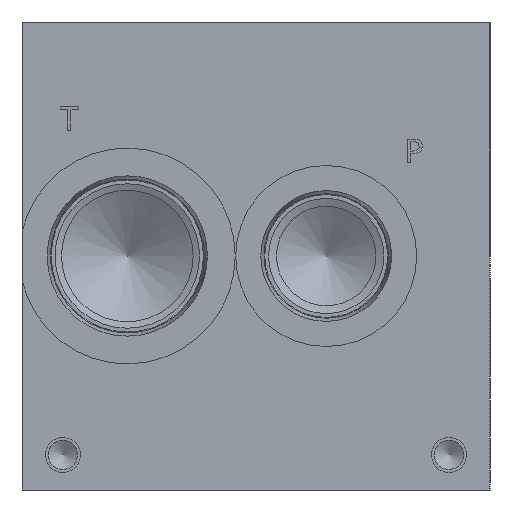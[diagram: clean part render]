
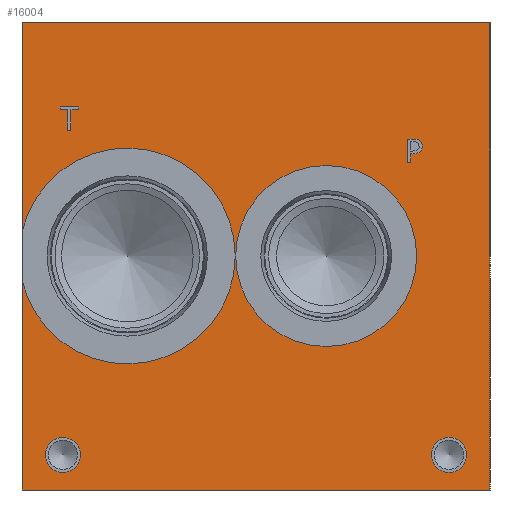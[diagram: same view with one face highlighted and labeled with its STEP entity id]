
A CAD part, left-side view. The second image highlights one B-rep face of the part: STEP entity #16004.
In plain terms, the highlighted planar face has unit normal (-1, 0, 0).
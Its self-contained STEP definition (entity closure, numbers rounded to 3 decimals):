
#458=CIRCLE('',#16718,29.286);
#459=CIRCLE('',#16719,24.562);
#460=CIRCLE('',#16720,24.562);
#461=CIRCLE('',#16721,4.763);
#462=CIRCLE('',#16722,4.763);
#463=CIRCLE('',#16723,4.763);
#464=CIRCLE('',#16724,4.763);
#1264=B_SPLINE_CURVE_WITH_KNOTS('',2,(#26576,#26577,#26578,#26579),
 .UNSPECIFIED.,.F.,.F.,(3,1,3),(0.,1.,2.),.UNSPECIFIED.);
#1266=B_SPLINE_CURVE_WITH_KNOTS('',2,(#26597,#26598,#26599,#26600),
 .UNSPECIFIED.,.F.,.F.,(3,1,3),(0.,1.,2.),.UNSPECIFIED.);
#1268=B_SPLINE_CURVE_WITH_KNOTS('',2,(#26646,#26647,#26648,#26649),
 .UNSPECIFIED.,.F.,.F.,(3,1,3),(0.,1.,2.),.UNSPECIFIED.);
#1270=B_SPLINE_CURVE_WITH_KNOTS('',2,(#26664,#26665,#26666,#26667),
 .UNSPECIFIED.,.F.,.F.,(3,1,3),(0.,1.,2.),.UNSPECIFIED.);
#1338=FACE_BOUND('',#2902,.T.);
#1339=FACE_BOUND('',#2903,.T.);
#1340=FACE_BOUND('',#2904,.T.);
#1341=FACE_BOUND('',#2905,.T.);
#1342=FACE_BOUND('',#2906,.T.);
#1980=FACE_OUTER_BOUND('',#2901,.T.);
#2901=EDGE_LOOP('',(#12960,#12961,#12962,#12963,#12964,#12965));
#2902=EDGE_LOOP('',(#12966,#12967));
#2903=EDGE_LOOP('',(#12968,#12969));
#2904=EDGE_LOOP('',(#12970,#12971));
#2905=EDGE_LOOP('',(#12972,#12973,#12974,#12975,#12976,#12977,#12978,#12979));
#2906=EDGE_LOOP('',(#12980,#12981,#12982,#12983,#12984,#12985,#12986,#12987,
#12988));
#3324=LINE('',#21270,#4745);
#4421=LINE('',#26609,#5842);
#4424=LINE('',#26615,#5845);
#4427=LINE('',#26621,#5848);
#4430=LINE('',#26627,#5851);
#4433=LINE('',#26633,#5854);
#4437=LINE('',#26678,#5858);
#4438=LINE('',#26679,#5859);
#4439=LINE('',#26681,#5860);
#4440=LINE('',#26682,#5861);
#4441=LINE('',#26697,#5862);
#4442=LINE('',#26699,#5863);
#4443=LINE('',#26701,#5864);
#4444=LINE('',#26703,#5865);
#4445=LINE('',#26705,#5866);
#4446=LINE('',#26707,#5867);
#4447=LINE('',#26709,#5868);
#4448=LINE('',#26710,#5869);
#4745=VECTOR('',#17533,10.);
#5842=VECTOR('',#19392,10.);
#5845=VECTOR('',#19397,10.);
#5848=VECTOR('',#19402,10.);
#5851=VECTOR('',#19407,10.);
#5854=VECTOR('',#19412,10.);
#5858=VECTOR('',#19422,10.);
#5859=VECTOR('',#19423,10.);
#5860=VECTOR('',#19424,10.);
#5861=VECTOR('',#19425,10.);
#5862=VECTOR('',#19438,10.);
#5863=VECTOR('',#19439,10.);
#5864=VECTOR('',#19440,10.);
#5865=VECTOR('',#19441,10.);
#5866=VECTOR('',#19442,10.);
#5867=VECTOR('',#19443,10.);
#5868=VECTOR('',#19444,10.);
#5869=VECTOR('',#19445,10.);
#6152=VERTEX_POINT('',#21263);
#6155=VERTEX_POINT('',#21268);
#7146=VERTEX_POINT('',#26574);
#7147=VERTEX_POINT('',#26575);
#7150=VERTEX_POINT('',#26596);
#7152=VERTEX_POINT('',#26608);
#7154=VERTEX_POINT('',#26614);
#7156=VERTEX_POINT('',#26620);
#7158=VERTEX_POINT('',#26626);
#7160=VERTEX_POINT('',#26632);
#7162=VERTEX_POINT('',#26645);
#7164=VERTEX_POINT('',#26674);
#7165=VERTEX_POINT('',#26675);
#7166=VERTEX_POINT('',#26677);
#7167=VERTEX_POINT('',#26680);
#7168=VERTEX_POINT('',#26683);
#7169=VERTEX_POINT('',#26684);
#7170=VERTEX_POINT('',#26687);
#7171=VERTEX_POINT('',#26688);
#7172=VERTEX_POINT('',#26691);
#7173=VERTEX_POINT('',#26692);
#7174=VERTEX_POINT('',#26695);
#7175=VERTEX_POINT('',#26696);
#7176=VERTEX_POINT('',#26698);
#7177=VERTEX_POINT('',#26700);
#7178=VERTEX_POINT('',#26702);
#7179=VERTEX_POINT('',#26704);
#7180=VERTEX_POINT('',#26706);
#7181=VERTEX_POINT('',#26708);
#7726=EDGE_CURVE('',#6152,#6155,#3324,.T.);
#9199=EDGE_CURVE('',#7146,#7147,#1264,.T.);
#9203=EDGE_CURVE('',#7150,#7146,#1266,.T.);
#9206=EDGE_CURVE('',#7152,#7150,#4421,.T.);
#9209=EDGE_CURVE('',#7154,#7152,#4424,.T.);
#9212=EDGE_CURVE('',#7156,#7154,#4427,.T.);
#9215=EDGE_CURVE('',#7158,#7156,#4430,.T.);
#9218=EDGE_CURVE('',#7160,#7158,#4433,.T.);
#9221=EDGE_CURVE('',#7162,#7160,#1268,.T.);
#9224=EDGE_CURVE('',#7147,#7162,#1270,.T.);
#9226=EDGE_CURVE('',#7164,#7165,#458,.T.);
#9227=EDGE_CURVE('',#7166,#7165,#4437,.T.);
#9228=EDGE_CURVE('',#7166,#6152,#4438,.T.);
#9229=EDGE_CURVE('',#7167,#6155,#4439,.T.);
#9230=EDGE_CURVE('',#7164,#7167,#4440,.T.);
#9231=EDGE_CURVE('',#7168,#7169,#459,.T.);
#9232=EDGE_CURVE('',#7169,#7168,#460,.T.);
#9233=EDGE_CURVE('',#7170,#7171,#461,.T.);
#9234=EDGE_CURVE('',#7171,#7170,#462,.T.);
#9235=EDGE_CURVE('',#7172,#7173,#463,.T.);
#9236=EDGE_CURVE('',#7173,#7172,#464,.T.);
#9237=EDGE_CURVE('',#7174,#7175,#4441,.T.);
#9238=EDGE_CURVE('',#7175,#7176,#4442,.T.);
#9239=EDGE_CURVE('',#7176,#7177,#4443,.T.);
#9240=EDGE_CURVE('',#7177,#7178,#4444,.T.);
#9241=EDGE_CURVE('',#7178,#7179,#4445,.T.);
#9242=EDGE_CURVE('',#7179,#7180,#4446,.T.);
#9243=EDGE_CURVE('',#7180,#7181,#4447,.T.);
#9244=EDGE_CURVE('',#7181,#7174,#4448,.T.);
#12960=ORIENTED_EDGE('',*,*,#9226,.T.);
#12961=ORIENTED_EDGE('',*,*,#9227,.F.);
#12962=ORIENTED_EDGE('',*,*,#9228,.T.);
#12963=ORIENTED_EDGE('',*,*,#7726,.T.);
#12964=ORIENTED_EDGE('',*,*,#9229,.F.);
#12965=ORIENTED_EDGE('',*,*,#9230,.F.);
#12966=ORIENTED_EDGE('',*,*,#9231,.T.);
#12967=ORIENTED_EDGE('',*,*,#9232,.T.);
#12968=ORIENTED_EDGE('',*,*,#9233,.T.);
#12969=ORIENTED_EDGE('',*,*,#9234,.T.);
#12970=ORIENTED_EDGE('',*,*,#9235,.T.);
#12971=ORIENTED_EDGE('',*,*,#9236,.T.);
#12972=ORIENTED_EDGE('',*,*,#9237,.T.);
#12973=ORIENTED_EDGE('',*,*,#9238,.T.);
#12974=ORIENTED_EDGE('',*,*,#9239,.T.);
#12975=ORIENTED_EDGE('',*,*,#9240,.T.);
#12976=ORIENTED_EDGE('',*,*,#9241,.T.);
#12977=ORIENTED_EDGE('',*,*,#9242,.T.);
#12978=ORIENTED_EDGE('',*,*,#9243,.T.);
#12979=ORIENTED_EDGE('',*,*,#9244,.T.);
#12980=ORIENTED_EDGE('',*,*,#9199,.T.);
#12981=ORIENTED_EDGE('',*,*,#9224,.T.);
#12982=ORIENTED_EDGE('',*,*,#9221,.T.);
#12983=ORIENTED_EDGE('',*,*,#9218,.T.);
#12984=ORIENTED_EDGE('',*,*,#9215,.T.);
#12985=ORIENTED_EDGE('',*,*,#9212,.T.);
#12986=ORIENTED_EDGE('',*,*,#9209,.T.);
#12987=ORIENTED_EDGE('',*,*,#9206,.T.);
#12988=ORIENTED_EDGE('',*,*,#9203,.T.);
#14844=PLANE('',#16717);
#16004=ADVANCED_FACE('',(#1980,#1338,#1339,#1340,#1341,#1342),#14844,.T.);
#16717=AXIS2_PLACEMENT_3D('',#26673,#19418,#19419);
#16718=AXIS2_PLACEMENT_3D('',#26676,#19420,#19421);
#16719=AXIS2_PLACEMENT_3D('',#26685,#19426,#19427);
#16720=AXIS2_PLACEMENT_3D('',#26686,#19428,#19429);
#16721=AXIS2_PLACEMENT_3D('',#26689,#19430,#19431);
#16722=AXIS2_PLACEMENT_3D('',#26690,#19432,#19433);
#16723=AXIS2_PLACEMENT_3D('',#26693,#19434,#19435);
#16724=AXIS2_PLACEMENT_3D('',#26694,#19436,#19437);
#17533=DIRECTION('',(0.,0.,1.));
#19392=DIRECTION('',(0.,-1.,0.));
#19397=DIRECTION('',(0.,0.,1.));
#19402=DIRECTION('',(0.,1.,0.));
#19407=DIRECTION('',(0.,0.,-1.));
#19412=DIRECTION('',(0.,1.,0.));
#19418=DIRECTION('center_axis',(-1.,0.,0.));
#19419=DIRECTION('ref_axis',(0.,-1.,0.));
#19420=DIRECTION('center_axis',(1.,0.,0.));
#19421=DIRECTION('ref_axis',(0.,0.,1.));
#19422=DIRECTION('',(0.,0.,1.));
#19423=DIRECTION('',(0.,-1.,0.));
#19424=DIRECTION('',(0.,-1.,0.));
#19425=DIRECTION('',(0.,0.,1.));
#19426=DIRECTION('center_axis',(1.,0.,0.));
#19427=DIRECTION('ref_axis',(0.,0.,1.));
#19428=DIRECTION('center_axis',(1.,0.,0.));
#19429=DIRECTION('ref_axis',(0.,0.,1.));
#19430=DIRECTION('center_axis',(1.,0.,0.));
#19431=DIRECTION('ref_axis',(0.,1.,0.));
#19432=DIRECTION('center_axis',(1.,0.,0.));
#19433=DIRECTION('ref_axis',(0.,1.,0.));
#19434=DIRECTION('center_axis',(1.,0.,0.));
#19435=DIRECTION('ref_axis',(0.,1.,0.));
#19436=DIRECTION('center_axis',(1.,0.,0.));
#19437=DIRECTION('ref_axis',(0.,1.,0.));
#19438=DIRECTION('',(0.,1.,0.));
#19439=DIRECTION('',(0.,0.,1.));
#19440=DIRECTION('',(0.,1.,0.));
#19441=DIRECTION('',(0.,0.,1.));
#19442=DIRECTION('',(0.,-1.,0.));
#19443=DIRECTION('',(0.,0.,-1.));
#19444=DIRECTION('',(0.,1.,0.));
#19445=DIRECTION('',(0.,0.,-1.));
#21263=CARTESIAN_POINT('',(0.,0.,0.));
#21268=CARTESIAN_POINT('',(0.,0.,127.));
#21270=CARTESIAN_POINT('',(0.,0.,0.));
#26574=CARTESIAN_POINT('',(0.,19.118,94.854));
#26575=CARTESIAN_POINT('',(0.,18.362,93.336));
#26576=CARTESIAN_POINT('Ctrl Pts',(0.,19.118,94.854));
#26577=CARTESIAN_POINT('Ctrl Pts',(0.,18.763,94.612));
#26578=CARTESIAN_POINT('Ctrl Pts',(0.,18.362,93.866));
#26579=CARTESIAN_POINT('Ctrl Pts',(0.,18.362,93.336));
#26596=CARTESIAN_POINT('',(0.,20.78,95.25));
#26597=CARTESIAN_POINT('Ctrl Pts',(0.,20.78,95.25));
#26598=CARTESIAN_POINT('Ctrl Pts',(0.,20.214,95.25));
#26599=CARTESIAN_POINT('Ctrl Pts',(0.,19.422,95.065));
#26600=CARTESIAN_POINT('Ctrl Pts',(0.,19.118,94.854));
#26608=CARTESIAN_POINT('',(0.,22.376,95.25));
#26609=CARTESIAN_POINT('',(0.,74.688,95.25));
#26614=CARTESIAN_POINT('',(0.,22.376,88.9));
#26615=CARTESIAN_POINT('',(0.,22.376,44.45));
#26620=CARTESIAN_POINT('',(0.,21.532,88.9));
#26621=CARTESIAN_POINT('',(0.,74.266,88.9));
#26626=CARTESIAN_POINT('',(0.,21.532,91.267));
#26627=CARTESIAN_POINT('',(0.,21.532,45.634));
#26632=CARTESIAN_POINT('',(0.,20.816,91.267));
#26633=CARTESIAN_POINT('',(0.,73.908,91.267));
#26645=CARTESIAN_POINT('',(0.,18.917,91.926));
#26646=CARTESIAN_POINT('Ctrl Pts',(0.,18.917,91.926));
#26647=CARTESIAN_POINT('Ctrl Pts',(0.,19.247,91.602));
#26648=CARTESIAN_POINT('Ctrl Pts',(0.,20.137,91.267));
#26649=CARTESIAN_POINT('Ctrl Pts',(0.,20.816,91.267));
#26664=CARTESIAN_POINT('Ctrl Pts',(0.,18.362,93.336));
#26665=CARTESIAN_POINT('Ctrl Pts',(0.,18.362,92.924));
#26666=CARTESIAN_POINT('Ctrl Pts',(0.,18.655,92.183));
#26667=CARTESIAN_POINT('Ctrl Pts',(0.,18.917,91.926));
#26673=CARTESIAN_POINT('Origin',(0.,127.,0.));
#26674=CARTESIAN_POINT('',(0.,127.,69.915));
#26675=CARTESIAN_POINT('',(0.,127.,57.085));
#26676=CARTESIAN_POINT('Origin',(0.,98.425,63.5));
#26677=CARTESIAN_POINT('',(0.,127.,0.));
#26678=CARTESIAN_POINT('',(0.,127.,0.));
#26679=CARTESIAN_POINT('',(0.,127.,0.));
#26680=CARTESIAN_POINT('',(0.,127.,127.));
#26681=CARTESIAN_POINT('',(0.,127.,127.));
#26682=CARTESIAN_POINT('',(0.,127.,0.));
#26683=CARTESIAN_POINT('',(0.,44.45,88.062));
#26684=CARTESIAN_POINT('',(0.,44.45,38.938));
#26685=CARTESIAN_POINT('Origin',(0.,44.45,63.5));
#26686=CARTESIAN_POINT('Origin',(0.,44.45,63.5));
#26687=CARTESIAN_POINT('',(0.,120.663,9.525));
#26688=CARTESIAN_POINT('',(0.,111.138,9.525));
#26689=CARTESIAN_POINT('Origin',(0.,115.9,9.525));
#26690=CARTESIAN_POINT('Origin',(0.,115.9,9.525));
#26691=CARTESIAN_POINT('',(0.,15.888,9.525));
#26692=CARTESIAN_POINT('',(0.,6.363,9.525));
#26693=CARTESIAN_POINT('Origin',(0.,11.125,9.525));
#26694=CARTESIAN_POINT('Origin',(0.,11.125,9.525));
#26695=CARTESIAN_POINT('',(0.,113.712,97.631));
#26696=CARTESIAN_POINT('',(0.,114.556,97.631));
#26697=CARTESIAN_POINT('',(0.,120.356,97.631));
#26698=CARTESIAN_POINT('',(0.,114.556,103.23));
#26699=CARTESIAN_POINT('',(0.,114.556,48.816));
#26700=CARTESIAN_POINT('',(0.,116.686,103.23));
#26701=CARTESIAN_POINT('',(0.,120.778,103.23));
#26702=CARTESIAN_POINT('',(0.,116.686,103.981));
#26703=CARTESIAN_POINT('',(0.,116.686,51.615));
#26704=CARTESIAN_POINT('',(0.,111.582,103.981));
#26705=CARTESIAN_POINT('',(0.,121.843,103.981));
#26706=CARTESIAN_POINT('',(0.,111.582,103.23));
#26707=CARTESIAN_POINT('',(0.,111.582,51.991));
#26708=CARTESIAN_POINT('',(0.,113.712,103.23));
#26709=CARTESIAN_POINT('',(0.,119.291,103.23));
#26710=CARTESIAN_POINT('',(0.,113.712,51.615));
